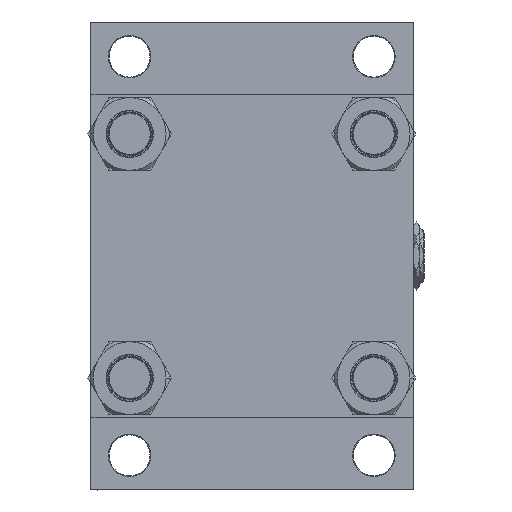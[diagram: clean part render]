
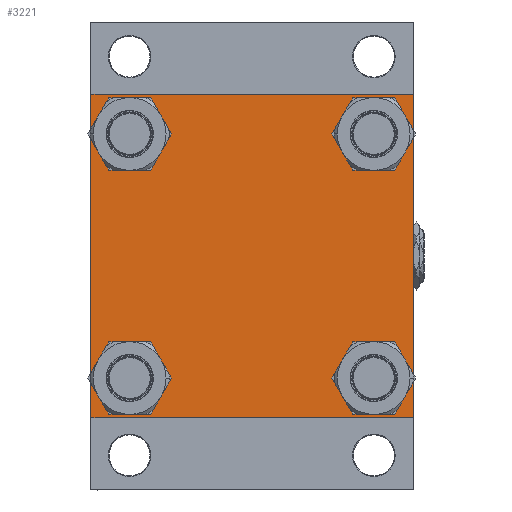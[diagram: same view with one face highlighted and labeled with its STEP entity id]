
A CAD part, left-side view. The second image highlights one B-rep face of the part: STEP entity #3221.
In plain terms, the highlighted planar face has unit normal (-1, 0, 0).
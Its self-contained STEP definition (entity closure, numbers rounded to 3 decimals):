
#621 = VERTEX_POINT ( 'NONE', #45101 ) ;
#688 = ORIENTED_EDGE ( 'NONE', *, *, #17173, .T. ) ;
#963 = ORIENTED_EDGE ( 'NONE', *, *, #37074, .T. ) ;
#1042 = EDGE_LOOP ( 'NONE', ( #22996, #49217 ) ) ;
#1179 = AXIS2_PLACEMENT_3D ( 'NONE', #19131, #15310, #47192 ) ;
#1773 = AXIS2_PLACEMENT_3D ( 'NONE', #47331, #27397, #39662 ) ;
#1981 = DIRECTION ( 'NONE',  ( 0., 0.707, 0.707 ) ) ;
#2521 = AXIS2_PLACEMENT_3D ( 'NONE', #43823, #42797, #31809 ) ;
#2822 = FACE_OUTER_BOUND ( 'NONE', #40441, .T. ) ;
#3152 = AXIS2_PLACEMENT_3D ( 'NONE', #22334, #25666, #14187 ) ;
#3221 = ADVANCED_FACE ( 'NONE', ( #37252, #33410, #49006, #6650, #2822 ), #14044, .T. ) ;
#3240 = EDGE_CURVE ( 'NONE', #7989, #29405, #19188, .T. ) ;
#3289 = CARTESIAN_POINT ( 'NONE',  ( 0., -77.45, 63.45 ) ) ;
#3587 = EDGE_CURVE ( 'NONE', #33140, #29857, #32758, .T. ) ;
#3999 = CIRCLE ( 'NONE', #3152, 14. ) ;
#4227 = EDGE_CURVE ( 'NONE', #25283, #621, #10947, .T. ) ;
#5013 = CARTESIAN_POINT ( 'NONE',  ( 0., -102.25, -102.25 ) ) ;
#5511 = VECTOR ( 'NONE', #49173, 1000. ) ;
#5650 = CARTESIAN_POINT ( 'NONE',  ( 0., 102.5, -102. ) ) ;
#6115 = DIRECTION ( 'NONE',  ( 0., 0., 1. ) ) ;
#6120 = CARTESIAN_POINT ( 'NONE',  ( 0., 77.45, -77.45 ) ) ;
#6231 = CARTESIAN_POINT ( 'NONE',  ( 0., 102., -102.5 ) ) ;
#6242 = DIRECTION ( 'NONE',  ( 1., 0., 0. ) ) ;
#6537 = CARTESIAN_POINT ( 'NONE',  ( 0., 77.45, 91.45 ) ) ;
#6650 = FACE_BOUND ( 'NONE', #49109, .T. ) ;
#6853 = DIRECTION ( 'NONE',  ( 1., 0., 0. ) ) ;
#7242 = ORIENTED_EDGE ( 'NONE', *, *, #3587, .T. ) ;
#7989 = VERTEX_POINT ( 'NONE', #23086 ) ;
#8102 = AXIS2_PLACEMENT_3D ( 'NONE', #22447, #45419, #30324 ) ;
#8586 = VERTEX_POINT ( 'NONE', #12753 ) ;
#9861 = CIRCLE ( 'NONE', #2521, 14. ) ;
#9998 = CARTESIAN_POINT ( 'NONE',  ( 0., 77.45, -63.45 ) ) ;
#10075 = VECTOR ( 'NONE', #20414, 1000. ) ;
#10564 = EDGE_LOOP ( 'NONE', ( #30671, #40880 ) ) ;
#10647 = EDGE_CURVE ( 'NONE', #14620, #49643, #33330, .T. ) ;
#10672 = CARTESIAN_POINT ( 'NONE',  ( 0., -77.45, 77.45 ) ) ;
#10947 = CIRCLE ( 'NONE', #16691, 14. ) ;
#11198 = CARTESIAN_POINT ( 'NONE',  ( 0., 102.5, 102. ) ) ;
#11660 = CIRCLE ( 'NONE', #30366, 14. ) ;
#12753 = CARTESIAN_POINT ( 'NONE',  ( 0., -102.5, 102. ) ) ;
#13022 = VERTEX_POINT ( 'NONE', #40078 ) ;
#13418 = ORIENTED_EDGE ( 'NONE', *, *, #32852, .F. ) ;
#13503 = DIRECTION ( 'NONE',  ( 0., 0., 1. ) ) ;
#13891 = DIRECTION ( 'NONE',  ( 0., -0.707, 0.707 ) ) ;
#13914 = AXIS2_PLACEMENT_3D ( 'NONE', #6120, #41786, #13503 ) ;
#14044 = PLANE ( 'NONE',  #28140 ) ;
#14187 = DIRECTION ( 'NONE',  ( 0., 0., 1. ) ) ;
#14620 = VERTEX_POINT ( 'NONE', #5650 ) ;
#14784 = CARTESIAN_POINT ( 'NONE',  ( 0., 102.25, 102.25 ) ) ;
#15310 = DIRECTION ( 'NONE',  ( 1., 0., 0. ) ) ;
#15536 = DIRECTION ( 'NONE',  ( 0., 0.707, -0.707 ) ) ;
#15611 = CIRCLE ( 'NONE', #1773, 14. ) ;
#15634 = CARTESIAN_POINT ( 'NONE',  ( 0., 102., 102.5 ) ) ;
#16667 = EDGE_LOOP ( 'NONE', ( #963, #44155 ) ) ;
#16691 = AXIS2_PLACEMENT_3D ( 'NONE', #10672, #6853, #6115 ) ;
#17030 = CARTESIAN_POINT ( 'NONE',  ( 0., -102., 102.5 ) ) ;
#17173 = EDGE_CURVE ( 'NONE', #31641, #46273, #3999, .T. ) ;
#17552 = VECTOR ( 'NONE', #13891, 1000. ) ;
#17991 = DIRECTION ( 'NONE',  ( 0., 0., -1. ) ) ;
#18374 = CARTESIAN_POINT ( 'NONE',  ( 0., 0., 0. ) ) ;
#18702 = ORIENTED_EDGE ( 'NONE', *, *, #25385, .T. ) ;
#19131 = CARTESIAN_POINT ( 'NONE',  ( 0., -77.45, -77.45 ) ) ;
#19188 = CIRCLE ( 'NONE', #1179, 14. ) ;
#20414 = DIRECTION ( 'NONE',  ( 0., -1., 0. ) ) ;
#20577 = CARTESIAN_POINT ( 'NONE',  ( 0., 102.5, -102.5 ) ) ;
#21277 = EDGE_CURVE ( 'NONE', #47540, #14620, #33776, .T. ) ;
#21585 = ORIENTED_EDGE ( 'NONE', *, *, #31484, .T. ) ;
#22064 = EDGE_CURVE ( 'NONE', #49643, #33140, #47637, .T. ) ;
#22334 = CARTESIAN_POINT ( 'NONE',  ( 0., 77.45, 77.45 ) ) ;
#22447 = CARTESIAN_POINT ( 'NONE',  ( 0., 77.45, 77.45 ) ) ;
#22996 = ORIENTED_EDGE ( 'NONE', *, *, #24834, .T. ) ;
#23086 = CARTESIAN_POINT ( 'NONE',  ( 0., -77.45, -91.45 ) ) ;
#23105 = EDGE_CURVE ( 'NONE', #13022, #46962, #15611, .T. ) ;
#23938 = ORIENTED_EDGE ( 'NONE', *, *, #21277, .T. ) ;
#24537 = VECTOR ( 'NONE', #44057, 1000. ) ;
#24834 = EDGE_CURVE ( 'NONE', #29405, #7989, #11660, .T. ) ;
#25283 = VERTEX_POINT ( 'NONE', #3289 ) ;
#25385 = EDGE_CURVE ( 'NONE', #8586, #38175, #41484, .T. ) ;
#25666 = DIRECTION ( 'NONE',  ( 1., 0., 0. ) ) ;
#25689 = CARTESIAN_POINT ( 'NONE',  ( 0., 102.25, -102.25 ) ) ;
#26228 = ORIENTED_EDGE ( 'NONE', *, *, #43947, .F. ) ;
#27247 = ORIENTED_EDGE ( 'NONE', *, *, #22064, .T. ) ;
#27288 = ORIENTED_EDGE ( 'NONE', *, *, #27687, .T. ) ;
#27397 = DIRECTION ( 'NONE',  ( 1., 0., 0. ) ) ;
#27687 = EDGE_CURVE ( 'NONE', #49761, #47540, #38486, .T. ) ;
#28140 = AXIS2_PLACEMENT_3D ( 'NONE', #18374, #43355, #31598 ) ;
#29249 = CARTESIAN_POINT ( 'NONE',  ( 0., -102.5, -102. ) ) ;
#29349 = CIRCLE ( 'NONE', #13914, 14. ) ;
#29405 = VERTEX_POINT ( 'NONE', #35998 ) ;
#29857 = VERTEX_POINT ( 'NONE', #29249 ) ;
#30324 = DIRECTION ( 'NONE',  ( 0., 0., 1. ) ) ;
#30366 = AXIS2_PLACEMENT_3D ( 'NONE', #48343, #6242, #37086 ) ;
#30671 = ORIENTED_EDGE ( 'NONE', *, *, #38119, .T. ) ;
#30766 = DIRECTION ( 'NONE',  ( 0., 0., -1. ) ) ;
#31484 = EDGE_CURVE ( 'NONE', #46273, #31641, #36595, .T. ) ;
#31598 = DIRECTION ( 'NONE',  ( 0., 0., 1. ) ) ;
#31641 = VERTEX_POINT ( 'NONE', #6537 ) ;
#31809 = DIRECTION ( 'NONE',  ( 0., 0., 1. ) ) ;
#32758 = LINE ( 'NONE', #5013, #17552 ) ;
#32817 = CARTESIAN_POINT ( 'NONE',  ( 0., -102.25, 102.25 ) ) ;
#32852 = EDGE_CURVE ( 'NONE', #8586, #29857, #41753, .T. ) ;
#33140 = VERTEX_POINT ( 'NONE', #38380 ) ;
#33330 = LINE ( 'NONE', #25689, #5511 ) ;
#33410 = FACE_BOUND ( 'NONE', #1042, .T. ) ;
#33583 = CARTESIAN_POINT ( 'NONE',  ( 0., -102.5, 102.5 ) ) ;
#33776 = LINE ( 'NONE', #45784, #45687 ) ;
#35998 = CARTESIAN_POINT ( 'NONE',  ( 0., -77.45, -63.45 ) ) ;
#36458 = LINE ( 'NONE', #40299, #10075 ) ;
#36595 = CIRCLE ( 'NONE', #8102, 14. ) ;
#37074 = EDGE_CURVE ( 'NONE', #46962, #13022, #29349, .T. ) ;
#37086 = DIRECTION ( 'NONE',  ( 0., 0., 1. ) ) ;
#37252 = FACE_BOUND ( 'NONE', #10564, .T. ) ;
#37285 = VECTOR ( 'NONE', #15536, 1000. ) ;
#38119 = EDGE_CURVE ( 'NONE', #621, #25283, #9861, .T. ) ;
#38175 = VERTEX_POINT ( 'NONE', #17030 ) ;
#38380 = CARTESIAN_POINT ( 'NONE',  ( 0., -102., -102.5 ) ) ;
#38486 = LINE ( 'NONE', #14784, #37285 ) ;
#39662 = DIRECTION ( 'NONE',  ( 0., 0., 1. ) ) ;
#40078 = CARTESIAN_POINT ( 'NONE',  ( 0., 77.45, -91.45 ) ) ;
#40299 = CARTESIAN_POINT ( 'NONE',  ( 0., 102.5, 102.5 ) ) ;
#40441 = EDGE_LOOP ( 'NONE', ( #23938, #46670, #27247, #7242, #13418, #18702, #26228, #27288 ) ) ;
#40502 = VECTOR ( 'NONE', #1981, 1000. ) ;
#40880 = ORIENTED_EDGE ( 'NONE', *, *, #4227, .T. ) ;
#41484 = LINE ( 'NONE', #32817, #40502 ) ;
#41753 = LINE ( 'NONE', #33583, #48895 ) ;
#41786 = DIRECTION ( 'NONE',  ( 1., 0., 0. ) ) ;
#42797 = DIRECTION ( 'NONE',  ( 1., 0., 0. ) ) ;
#43355 = DIRECTION ( 'NONE',  ( -1., 0., 0. ) ) ;
#43823 = CARTESIAN_POINT ( 'NONE',  ( 0., -77.45, 77.45 ) ) ;
#43947 = EDGE_CURVE ( 'NONE', #49761, #38175, #36458, .T. ) ;
#44057 = DIRECTION ( 'NONE',  ( 0., -1., 0. ) ) ;
#44155 = ORIENTED_EDGE ( 'NONE', *, *, #23105, .T. ) ;
#45101 = CARTESIAN_POINT ( 'NONE',  ( 0., -77.45, 91.45 ) ) ;
#45419 = DIRECTION ( 'NONE',  ( 1., 0., 0. ) ) ;
#45573 = CARTESIAN_POINT ( 'NONE',  ( 0., 77.45, 63.45 ) ) ;
#45687 = VECTOR ( 'NONE', #17991, 1000. ) ;
#45784 = CARTESIAN_POINT ( 'NONE',  ( 0., 102.5, 102.5 ) ) ;
#46273 = VERTEX_POINT ( 'NONE', #45573 ) ;
#46670 = ORIENTED_EDGE ( 'NONE', *, *, #10647, .T. ) ;
#46962 = VERTEX_POINT ( 'NONE', #9998 ) ;
#47192 = DIRECTION ( 'NONE',  ( 0., 0., 1. ) ) ;
#47331 = CARTESIAN_POINT ( 'NONE',  ( 0., 77.45, -77.45 ) ) ;
#47540 = VERTEX_POINT ( 'NONE', #11198 ) ;
#47637 = LINE ( 'NONE', #20577, #24537 ) ;
#48343 = CARTESIAN_POINT ( 'NONE',  ( 0., -77.45, -77.45 ) ) ;
#48895 = VECTOR ( 'NONE', #30766, 1000. ) ;
#49006 = FACE_BOUND ( 'NONE', #16667, .T. ) ;
#49109 = EDGE_LOOP ( 'NONE', ( #688, #21585 ) ) ;
#49173 = DIRECTION ( 'NONE',  ( 0., -0.707, -0.707 ) ) ;
#49217 = ORIENTED_EDGE ( 'NONE', *, *, #3240, .T. ) ;
#49643 = VERTEX_POINT ( 'NONE', #6231 ) ;
#49761 = VERTEX_POINT ( 'NONE', #15634 ) ;
